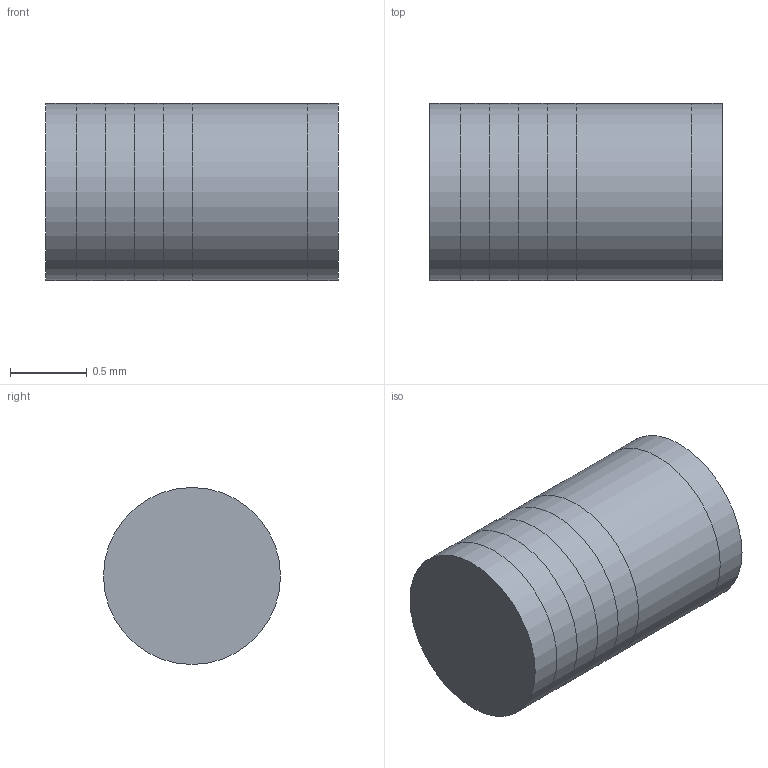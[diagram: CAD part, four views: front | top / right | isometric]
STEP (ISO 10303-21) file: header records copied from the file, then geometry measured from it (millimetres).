
FILE_DESCRIPTION(('Open CASCADE Model'),'2;1');
FILE_NAME('Open CASCADE Shape Model','2022-01-05T14:18:01',('Author'),( 'Open CASCADE'),'Open CASCADE STEP processor 6.8','Open CASCADE 6.8' ,'Unknown');
FILE_SCHEMA(('AUTOMOTIVE_DESIGN_CC2 { 1 2 10303 214 -1 1 5 4 }'));
Length unit declared in the file: millimetre
Products named in the file (8): DI_MICROMELF.step; leftPin; body; part0; part1; part2; part3; rightPin
Assembly tree (7 placements, depth 2):
  DI_MICROMELF.step
    leftPin
    body
    part0
    part1
    part2
    part3
    rightPin
Bounding box: 1.9 x 1.15 x 1.15 mm (x, y, z)
Volume: 2 mm3; surface area: 21.4 mm2
Topology: 7 solids, 7 shells, 21 faces, 21 edges, 14 vertices
Faces by surface type: plane 14, cylinder 7
Full cylindrical faces by diameter (mm): 1.15 x7
Entity records: 858 total; most frequent: DIRECTION 135, CARTESIAN_POINT 106, AXIS2_PLACEMENT_3D 43, ORIENTED_EDGE 42, PCURVE 42, DEFINITIONAL_REPRESENTATION 42, LINE 35, VECTOR 35
